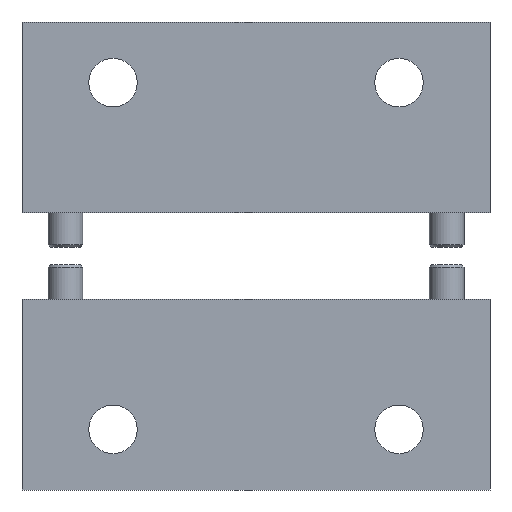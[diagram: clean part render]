
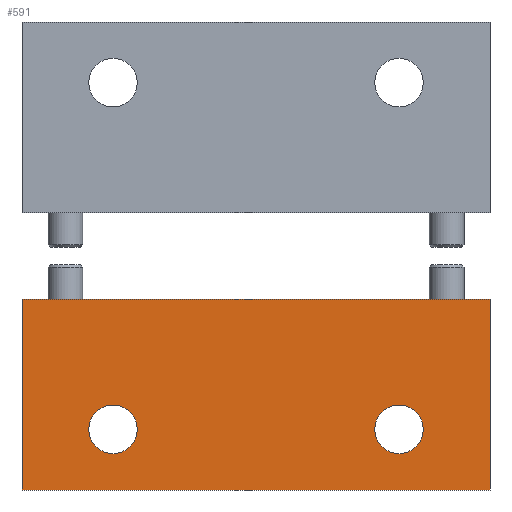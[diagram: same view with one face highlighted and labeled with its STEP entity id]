
A CAD part, front view. The second image highlights one B-rep face of the part: STEP entity #591.
In plain terms, the highlighted planar face has unit normal (0, -1, 0).
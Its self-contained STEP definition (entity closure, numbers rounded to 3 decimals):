
#73=CIRCLE('',#662,14.);
#74=CIRCLE('',#663,14.);
#111=ORIENTED_EDGE('',*,*,#256,.T.);
#112=ORIENTED_EDGE('',*,*,#257,.T.);
#113=ORIENTED_EDGE('',*,*,#258,.T.);
#114=ORIENTED_EDGE('',*,*,#259,.F.);
#115=ORIENTED_EDGE('',*,*,#260,.F.);
#116=ORIENTED_EDGE('',*,*,#254,.T.);
#254=EDGE_CURVE('',#327,#326,#374,.T.);
#256=EDGE_CURVE('',#328,#328,#73,.T.);
#257=EDGE_CURVE('',#329,#329,#74,.T.);
#258=EDGE_CURVE('',#326,#330,#376,.T.);
#259=EDGE_CURVE('',#331,#330,#377,.T.);
#260=EDGE_CURVE('',#327,#331,#378,.T.);
#326=VERTEX_POINT('',#943);
#327=VERTEX_POINT('',#945);
#328=VERTEX_POINT('',#949);
#329=VERTEX_POINT('',#951);
#330=VERTEX_POINT('',#953);
#331=VERTEX_POINT('',#955);
#374=LINE('',#944,#411);
#376=LINE('',#952,#413);
#377=LINE('',#954,#414);
#378=LINE('',#956,#415);
#411=VECTOR('',#749,1000.);
#413=VECTOR('',#757,1000.);
#414=VECTOR('',#758,1000.);
#415=VECTOR('',#759,1000.);
#447=EDGE_LOOP('',(#111));
#448=EDGE_LOOP('',(#112));
#449=EDGE_LOOP('',(#113,#114,#115,#116));
#508=FACE_BOUND('',#447,.T.);
#509=FACE_BOUND('',#448,.T.);
#510=FACE_BOUND('',#449,.T.);
#568=PLANE('',#661);
#591=ADVANCED_FACE('',(#508,#509,#510),#568,.F.);
#661=AXIS2_PLACEMENT_3D('',#947,#751,#752);
#662=AXIS2_PLACEMENT_3D('',#948,#753,#754);
#663=AXIS2_PLACEMENT_3D('',#950,#755,#756);
#749=DIRECTION('',(0.,0.,-1.));
#751=DIRECTION('',(0.,1.,0.));
#752=DIRECTION('',(0.,0.,1.));
#753=DIRECTION('',(0.,1.,0.));
#754=DIRECTION('',(1.,0.,0.));
#755=DIRECTION('',(0.,1.,0.));
#756=DIRECTION('',(1.,0.,0.));
#757=DIRECTION('',(1.,0.,0.));
#758=DIRECTION('',(0.,0.,-1.));
#759=DIRECTION('',(1.,0.,0.));
#943=CARTESIAN_POINT('',(0.,0.,-135.));
#944=CARTESIAN_POINT('',(0.,0.,135.));
#945=CARTESIAN_POINT('',(0.,0.,135.));
#947=CARTESIAN_POINT('',(0.,0.,135.));
#948=CARTESIAN_POINT('',(75.,0.,82.5));
#949=CARTESIAN_POINT('',(89.,0.,82.5));
#950=CARTESIAN_POINT('',(75.,0.,-82.5));
#951=CARTESIAN_POINT('',(89.,0.,-82.5));
#952=CARTESIAN_POINT('',(0.,0.,-135.));
#953=CARTESIAN_POINT('',(110.,0.,-135.));
#954=CARTESIAN_POINT('',(110.,0.,135.));
#955=CARTESIAN_POINT('',(110.,0.,135.));
#956=CARTESIAN_POINT('',(0.,0.,135.));
